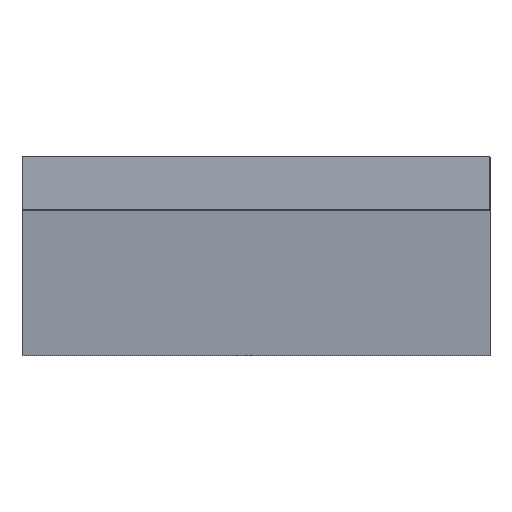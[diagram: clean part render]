
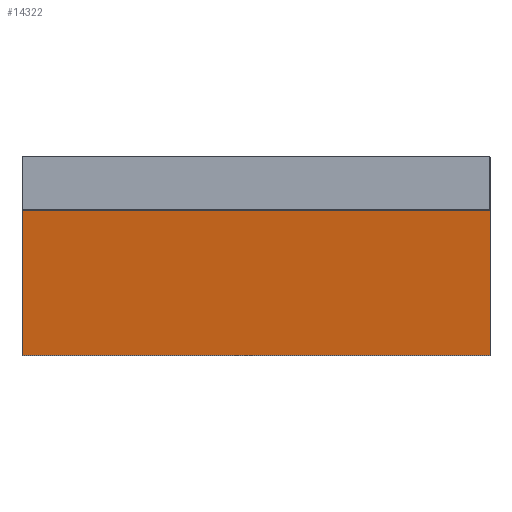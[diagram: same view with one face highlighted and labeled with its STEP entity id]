
A CAD part, top view. The second image highlights one B-rep face of the part: STEP entity #14322.
In plain terms, the highlighted planar face has unit normal (0, -0.139, 0.99).
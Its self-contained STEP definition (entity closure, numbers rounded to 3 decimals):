
#185 = ORIENTED_EDGE ( 'NONE', *, *, #4431, .T. ) ;
#257 = VECTOR ( 'NONE', #3405, 1000. ) ;
#610 = CARTESIAN_POINT ( 'NONE',  ( 5.02, 10.47, -5.11 ) ) ;
#672 = CARTESIAN_POINT ( 'NONE',  ( 5.02, 7.36, -5.547 ) ) ;
#1420 = DIRECTION ( 'NONE',  ( -1., 0., 0. ) ) ;
#1664 = ORIENTED_EDGE ( 'NONE', *, *, #3678, .F. ) ;
#1899 = CARTESIAN_POINT ( 'NONE',  ( 5.02, 11.006, -5.035 ) ) ;
#1931 = CARTESIAN_POINT ( 'NONE',  ( -5.02, 11.006, -5.035 ) ) ;
#2165 = VERTEX_POINT ( 'NONE', #11490 ) ;
#2262 = VECTOR ( 'NONE', #3016, 1000. ) ;
#2320 = ORIENTED_EDGE ( 'NONE', *, *, #8792, .T. ) ;
#2375 = EDGE_CURVE ( 'NONE', #13691, #2165, #7654, .T. ) ;
#2428 = LINE ( 'NONE', #5590, #257 ) ;
#2808 = LINE ( 'NONE', #9823, #14464 ) ;
#3016 = DIRECTION ( 'NONE',  ( -1., 0., 0. ) ) ;
#3405 = DIRECTION ( 'NONE',  ( 0., 0.99, 0.139 ) ) ;
#3678 = EDGE_CURVE ( 'NONE', #4943, #2165, #10193, .T. ) ;
#3861 = PLANE ( 'NONE',  #7803 ) ;
#4168 = VERTEX_POINT ( 'NONE', #9564 ) ;
#4239 = LINE ( 'NONE', #12133, #8516 ) ;
#4395 = VERTEX_POINT ( 'NONE', #9410 ) ;
#4431 = EDGE_CURVE ( 'NONE', #6775, #4168, #5758, .T. ) ;
#4724 = ORIENTED_EDGE ( 'NONE', *, *, #7025, .F. ) ;
#4943 = VERTEX_POINT ( 'NONE', #672 ) ;
#5110 = ORIENTED_EDGE ( 'NONE', *, *, #10112, .F. ) ;
#5293 = EDGE_LOOP ( 'NONE', ( #6038, #2320, #9832, #1664, #5110, #185, #4724, #8244 ) ) ;
#5590 = CARTESIAN_POINT ( 'NONE',  ( 5.01, 11.006, -5.035 ) ) ;
#5758 = LINE ( 'NONE', #5834, #6028 ) ;
#5834 = CARTESIAN_POINT ( 'NONE',  ( 5.02, 11.61, -4.95 ) ) ;
#6028 = VECTOR ( 'NONE', #1420, 1000. ) ;
#6038 = ORIENTED_EDGE ( 'NONE', *, *, #8021, .F. ) ;
#6487 = DIRECTION ( 'NONE',  ( 0., 0.139, -0.99 ) ) ;
#6775 = VERTEX_POINT ( 'NONE', #12244 ) ;
#6903 = VERTEX_POINT ( 'NONE', #11866 ) ;
#7025 = EDGE_CURVE ( 'NONE', #6903, #4168, #2428, .T. ) ;
#7625 = DIRECTION ( 'NONE',  ( 0., -0.99, -0.139 ) ) ;
#7654 = LINE ( 'NONE', #1931, #10580 ) ;
#7803 = AXIS2_PLACEMENT_3D ( 'NONE', #1899, #6487, #14720 ) ;
#8021 = EDGE_CURVE ( 'NONE', #4395, #11484, #8151, .T. ) ;
#8151 = LINE ( 'NONE', #8989, #9846 ) ;
#8244 = ORIENTED_EDGE ( 'NONE', *, *, #10195, .T. ) ;
#8516 = VECTOR ( 'NONE', #7625, 1000. ) ;
#8716 = VECTOR ( 'NONE', #10117, 1000. ) ;
#8768 = DIRECTION ( 'NONE',  ( -1., 0., 0. ) ) ;
#8792 = EDGE_CURVE ( 'NONE', #4395, #13691, #2808, .T. ) ;
#8914 = CARTESIAN_POINT ( 'NONE',  ( 5.02, 7.36, -5.547 ) ) ;
#8989 = CARTESIAN_POINT ( 'NONE',  ( -5.01, 11.006, -5.035 ) ) ;
#9410 = CARTESIAN_POINT ( 'NONE',  ( -5.01, 11.61, -4.95 ) ) ;
#9564 = CARTESIAN_POINT ( 'NONE',  ( 5.01, 11.61, -4.95 ) ) ;
#9772 = CARTESIAN_POINT ( 'NONE',  ( -5.02, 11.61, -4.95 ) ) ;
#9823 = CARTESIAN_POINT ( 'NONE',  ( 5.02, 11.61, -4.95 ) ) ;
#9832 = ORIENTED_EDGE ( 'NONE', *, *, #2375, .T. ) ;
#9846 = VECTOR ( 'NONE', #12647, 1000. ) ;
#10112 = EDGE_CURVE ( 'NONE', #6775, #4943, #4239, .T. ) ;
#10117 = DIRECTION ( 'NONE',  ( -1., 0., 0. ) ) ;
#10193 = LINE ( 'NONE', #8914, #8716 ) ;
#10195 = EDGE_CURVE ( 'NONE', #6903, #11484, #14228, .T. ) ;
#10580 = VECTOR ( 'NONE', #14755, 1000. ) ;
#11484 = VERTEX_POINT ( 'NONE', #13257 ) ;
#11490 = CARTESIAN_POINT ( 'NONE',  ( -5.02, 7.36, -5.547 ) ) ;
#11866 = CARTESIAN_POINT ( 'NONE',  ( 5.01, 10.47, -5.11 ) ) ;
#12133 = CARTESIAN_POINT ( 'NONE',  ( 5.02, 11.006, -5.035 ) ) ;
#12244 = CARTESIAN_POINT ( 'NONE',  ( 5.02, 11.61, -4.95 ) ) ;
#12647 = DIRECTION ( 'NONE',  ( 0., -0.99, -0.139 ) ) ;
#13100 = FACE_OUTER_BOUND ( 'NONE', #5293, .T. ) ;
#13257 = CARTESIAN_POINT ( 'NONE',  ( -5.01, 10.47, -5.11 ) ) ;
#13691 = VERTEX_POINT ( 'NONE', #9772 ) ;
#14228 = LINE ( 'NONE', #610, #2262 ) ;
#14322 = ADVANCED_FACE ( 'NONE', ( #13100 ), #3861, .F. ) ;
#14464 = VECTOR ( 'NONE', #8768, 1000. ) ;
#14720 = DIRECTION ( 'NONE',  ( 0., 0.99, 0.139 ) ) ;
#14755 = DIRECTION ( 'NONE',  ( 0., -0.99, -0.139 ) ) ;
